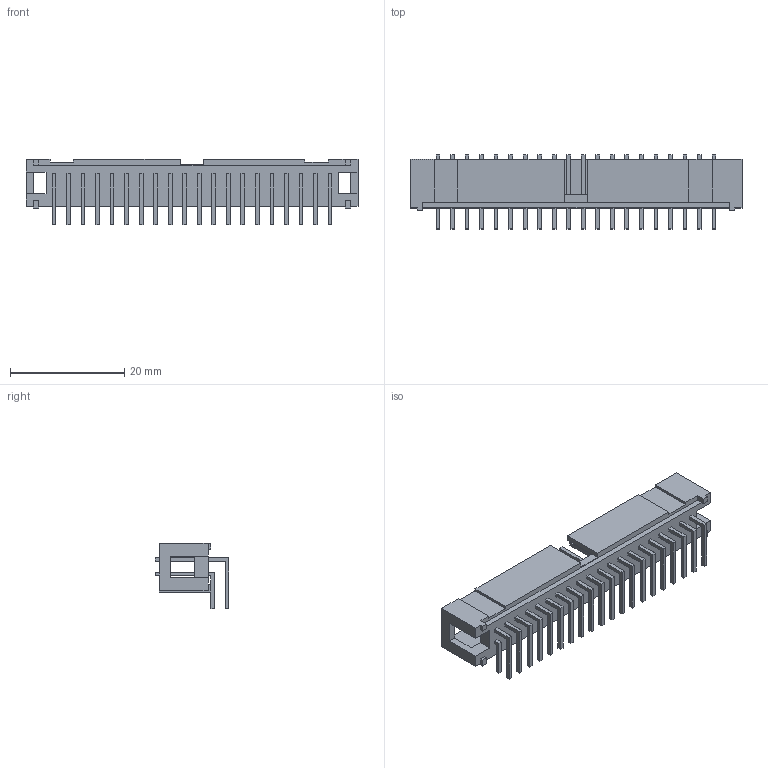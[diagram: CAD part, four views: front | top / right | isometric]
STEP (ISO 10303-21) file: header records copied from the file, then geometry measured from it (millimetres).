
FILE_DESCRIPTION(('STEP AP214'),'1');
FILE_NAME('plug_xg4c-4034.stp','2017-04-13T09:02:10',('TraceParts'),('TraceParts S.A.'),'Spatial InterOp 3D',' ',' ');
FILE_SCHEMA(('automotive_design'));
Length unit declared in the file: millimetre
Products named in the file (1): plug_xg4c-4034
Bounding box: 58.1 x 12.94 x 11.4 mm (x, y, z)
Volume: 1936.7 mm3; surface area: 4428.9 mm2
Topology: 1 solids, 1 shells, 534 faces, 1364 edges, 908 vertices
Faces by surface type: plane 534
Entity records: 15819 total; most frequent: CARTESIAN_POINT 2807, ORIENTED_EDGE 2728, DIRECTION 2434, EDGE_CURVE 1364, LINE 1364, VECTOR 1364, VERTEX_POINT 908, EDGE_LOOP 614
